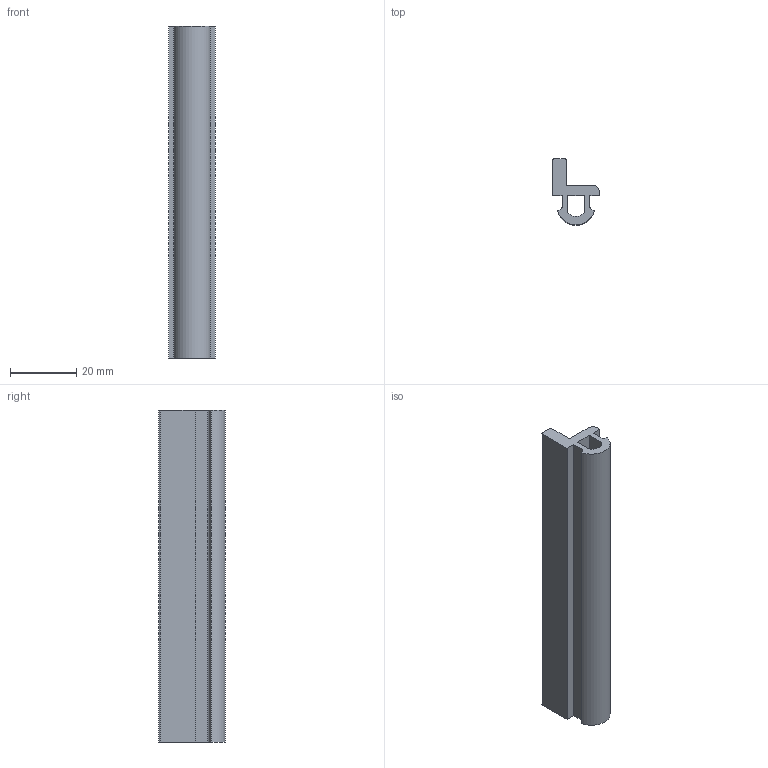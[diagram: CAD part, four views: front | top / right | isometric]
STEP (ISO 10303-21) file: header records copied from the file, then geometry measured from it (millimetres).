
FILE_DESCRIPTION(/* description */ ('GUARNIZIONE GRIGIA'),/* implementation_level */ '2;1');
FILE_NAME(/* name */ 'DGUCA0000047.stp',/* time_stamp */ '2018-11-08T15:02:06+01:00',/* author */ ('fzagni'),/* organization */ (''),/* preprocessor_version */ 'ST-DEVELOPER v16.1',/* originating_system */ 'Autodesk Inventor 2016',/* authorisation */ '');
FILE_SCHEMA (('AUTOMOTIVE_DESIGN { 1 0 10303 214 3 1 1 }'));
Length unit declared in the file: millimetre
Products named in the file (1): DGUCA0000047
Bounding box: 14 x 20 x 100 mm (x, y, z)
Volume: 11789.4 mm3; surface area: 8984.7 mm2
Topology: 1 solids, 1 shells, 23 faces, 63 edges, 42 vertices
Faces by surface type: plane 16, cylinder 7
Entity records: 759 total; most frequent: CARTESIAN_POINT 129, ORIENTED_EDGE 126, DIRECTION 125, EDGE_CURVE 63, LINE 49, VECTOR 49, VERTEX_POINT 42, AXIS2_PLACEMENT_3D 38
